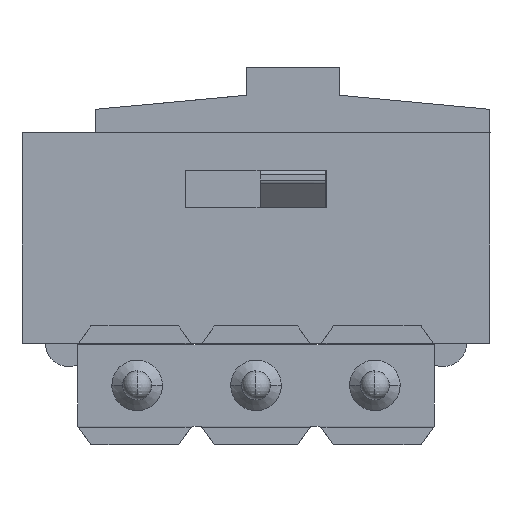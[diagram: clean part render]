
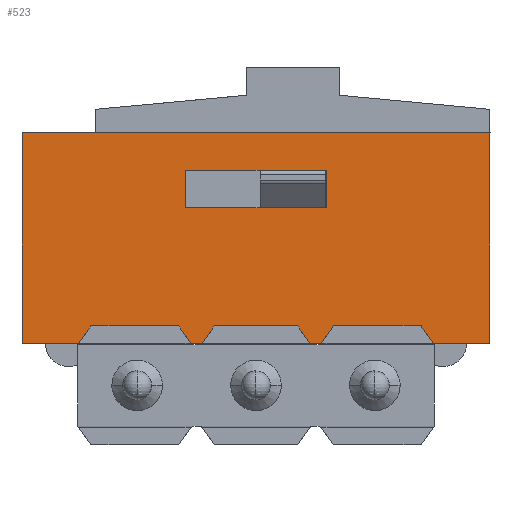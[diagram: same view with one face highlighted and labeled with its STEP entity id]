
A CAD part, front view. The second image highlights one B-rep face of the part: STEP entity #523.
In plain terms, the highlighted face is planar.
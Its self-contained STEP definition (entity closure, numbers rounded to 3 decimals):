
#469=AXIS2_PLACEMENT_3D('Plane Axis2P3D',#466,#467,#468) ;
#54=CARTESIAN_POINT('Vertex',(-5.,1.25,0.5)) ;
#59=CARTESIAN_POINT('Line Origine',(0.,1.25,0.5)) ;
#63=CARTESIAN_POINT('Vertex',(5.,1.25,0.5)) ;
#451=CARTESIAN_POINT('Vertex',(-5.,1.25,5.)) ;
#454=CARTESIAN_POINT('Line Origine',(-5.,1.25,2.75)) ;
#466=CARTESIAN_POINT('Axis2P3D Location',(5.,1.25,5.)) ;
#471=CARTESIAN_POINT('Line Origine',(0.,1.25,5.)) ;
#475=CARTESIAN_POINT('Vertex',(5.,1.25,5.)) ;
#478=CARTESIAN_POINT('Line Origine',(5.,1.25,2.75)) ;
#489=CARTESIAN_POINT('Line Origine',(0.,1.25,4.2)) ;
#493=CARTESIAN_POINT('Vertex',(1.5,1.25,4.2)) ;
#495=CARTESIAN_POINT('Vertex',(-1.5,1.25,4.2)) ;
#498=CARTESIAN_POINT('Line Origine',(-1.5,1.25,3.8)) ;
#502=CARTESIAN_POINT('Vertex',(-1.5,1.25,3.4)) ;
#505=CARTESIAN_POINT('Line Origine',(0.,1.25,3.4)) ;
#509=CARTESIAN_POINT('Vertex',(1.5,1.25,3.4)) ;
#512=CARTESIAN_POINT('Line Origine',(1.5,1.25,3.8)) ;
#60=DIRECTION('Vector Direction',(-1.,0.,0.)) ;
#455=DIRECTION('Vector Direction',(0.,0.,-1.)) ;
#467=DIRECTION('Axis2P3D Direction',(0.,-1.,0.)) ;
#468=DIRECTION('Axis2P3D XDirection',(1.,0.,0.)) ;
#472=DIRECTION('Vector Direction',(-1.,0.,0.)) ;
#479=DIRECTION('Vector Direction',(0.,0.,-1.)) ;
#490=DIRECTION('Vector Direction',(-1.,0.,0.)) ;
#499=DIRECTION('Vector Direction',(0.,0.,-1.)) ;
#506=DIRECTION('Vector Direction',(1.,0.,0.)) ;
#513=DIRECTION('Vector Direction',(0.,0.,1.)) ;
#61=VECTOR('Line Direction',#60,1.) ;
#456=VECTOR('Line Direction',#455,1.) ;
#473=VECTOR('Line Direction',#472,1.) ;
#480=VECTOR('Line Direction',#479,1.) ;
#491=VECTOR('Line Direction',#490,1.) ;
#500=VECTOR('Line Direction',#499,1.) ;
#507=VECTOR('Line Direction',#506,1.) ;
#514=VECTOR('Line Direction',#513,1.) ;
#484=ORIENTED_EDGE('',*,*,#65,.T.) ;
#485=ORIENTED_EDGE('',*,*,#458,.F.) ;
#486=ORIENTED_EDGE('',*,*,#477,.F.) ;
#487=ORIENTED_EDGE('',*,*,#482,.T.) ;
#518=ORIENTED_EDGE('',*,*,#497,.T.) ;
#519=ORIENTED_EDGE('',*,*,#504,.T.) ;
#520=ORIENTED_EDGE('',*,*,#511,.T.) ;
#521=ORIENTED_EDGE('',*,*,#516,.T.) ;
#522=FACE_BOUND('',#517,.T.) ;
#523=ADVANCED_FACE('',(#488,#522),#470,.F.) ;
#65=EDGE_CURVE('',#64,#55,#62,.T.) ;
#458=EDGE_CURVE('',#452,#55,#457,.T.) ;
#477=EDGE_CURVE('',#476,#452,#474,.T.) ;
#482=EDGE_CURVE('',#476,#64,#481,.T.) ;
#497=EDGE_CURVE('',#494,#496,#492,.T.) ;
#504=EDGE_CURVE('',#496,#503,#501,.T.) ;
#511=EDGE_CURVE('',#503,#510,#508,.T.) ;
#516=EDGE_CURVE('',#510,#494,#515,.T.) ;
#483=EDGE_LOOP('',(#484,#485,#486,#487)) ;
#517=EDGE_LOOP('',(#518,#519,#520,#521)) ;
#488=FACE_OUTER_BOUND('',#483,.T.) ;
#62=LINE('Line',#59,#61) ;
#457=LINE('Line',#454,#456) ;
#474=LINE('Line',#471,#473) ;
#481=LINE('Line',#478,#480) ;
#492=LINE('Line',#489,#491) ;
#501=LINE('Line',#498,#500) ;
#508=LINE('Line',#505,#507) ;
#515=LINE('Line',#512,#514) ;
#470=PLANE('Plane',#469) ;
#55=VERTEX_POINT('',#54) ;
#64=VERTEX_POINT('',#63) ;
#452=VERTEX_POINT('',#451) ;
#476=VERTEX_POINT('',#475) ;
#494=VERTEX_POINT('',#493) ;
#496=VERTEX_POINT('',#495) ;
#503=VERTEX_POINT('',#502) ;
#510=VERTEX_POINT('',#509) ;
